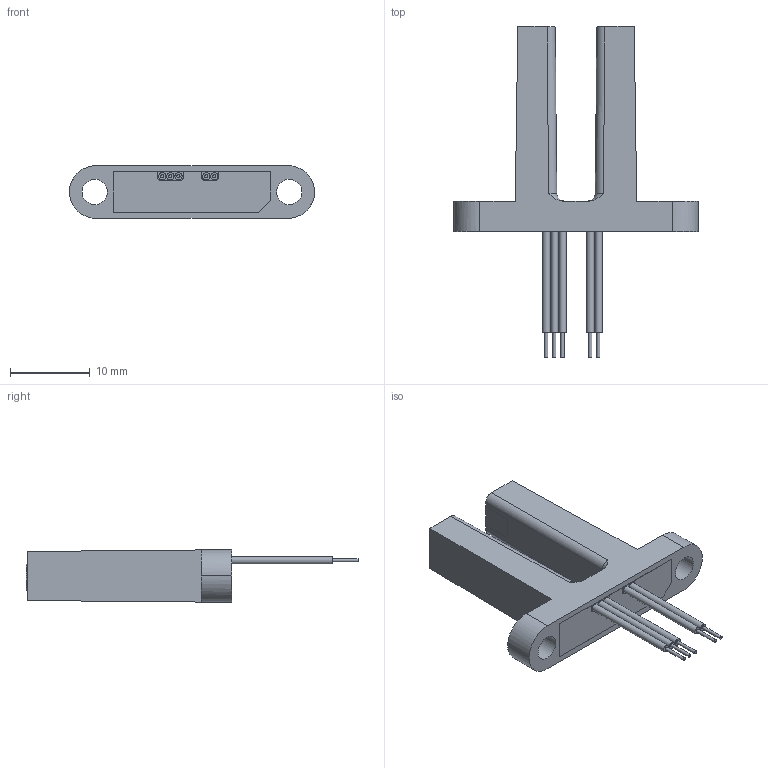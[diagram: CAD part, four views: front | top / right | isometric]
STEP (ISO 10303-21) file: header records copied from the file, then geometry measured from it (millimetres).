
FILE_DESCRIPTION (( 'STEP AP214' ), '1' );
FILE_NAME ('OPB917Z.STEP', '2021-11-15T00:59:37', ( '' ), ( '' ), 'SwSTEP 2.0', 'SolidWorks 2020', '' );
FILE_SCHEMA (( 'AUTOMOTIVE_DESIGN' ));
Length unit declared in the file: inch
Products named in the file (1): OPB917Z
Bounding box: 30.73 x 41.65 x 6.6 mm (x, y, z)
Volume: 2073.8 mm3; surface area: 1833.7 mm2
Topology: 1 solids, 1 shells, 127 faces, 323 edges, 204 vertices
Faces by surface type: plane 49, cylinder 43, bspline 19, sphere 12, torus 4
Full cylindrical faces by diameter (mm): 0.404 x5, 0.914 x5, 1.473 x3, 3.175 x2
Entity records: 5112 total; most frequent: CARTESIAN_POINT 1900, ORIENTED_EDGE 592, DIRECTION 543, EDGE_CURVE 296, AXIS2_PLACEMENT_3D 205, VERTEX_POINT 202, EDGE_LOOP 162, FACE_OUTER_BOUND 142
